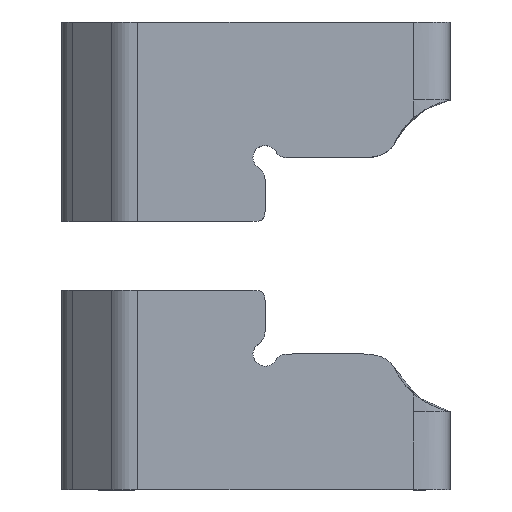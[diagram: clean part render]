
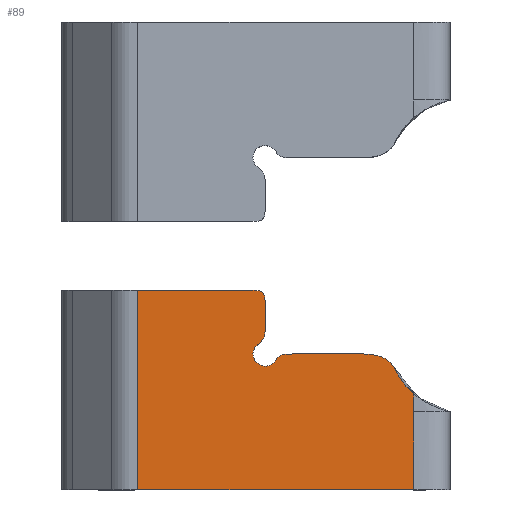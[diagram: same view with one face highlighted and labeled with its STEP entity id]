
A CAD part, top view. The second image highlights one B-rep face of the part: STEP entity #89.
In plain terms, the highlighted planar face has unit normal (0, 0, 1).
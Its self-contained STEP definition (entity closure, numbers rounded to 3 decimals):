
#89=ADVANCED_FACE('',(#165),#1287,.T.);
#165=FACE_OUTER_BOUND('',#247,.T.);
#247=EDGE_LOOP('',(#616,#617,#618,#619,#620,#621,#622,#623,#624,#625,#626,
#627,#628));
#616=ORIENTED_EDGE('',*,*,#890,.T.);
#617=ORIENTED_EDGE('',*,*,#810,.F.);
#618=ORIENTED_EDGE('',*,*,#808,.T.);
#619=ORIENTED_EDGE('',*,*,#844,.T.);
#620=ORIENTED_EDGE('',*,*,#842,.T.);
#621=ORIENTED_EDGE('',*,*,#855,.T.);
#622=ORIENTED_EDGE('',*,*,#849,.T.);
#623=ORIENTED_EDGE('',*,*,#853,.T.);
#624=ORIENTED_EDGE('',*,*,#888,.T.);
#625=ORIENTED_EDGE('',*,*,#878,.T.);
#626=ORIENTED_EDGE('',*,*,#885,.T.);
#627=ORIENTED_EDGE('',*,*,#891,.F.);
#628=ORIENTED_EDGE('',*,*,#895,.T.);
#808=EDGE_CURVE('',#1191,#1189,#1033,.T.);
#810=EDGE_CURVE('',#1191,#1229,#1035,.T.);
#842=EDGE_CURVE('',#1211,#1212,#1067,.T.);
#844=EDGE_CURVE('',#1189,#1211,#1069,.T.);
#849=EDGE_CURVE('',#1214,#1218,#1074,.T.);
#853=EDGE_CURVE('',#1218,#1236,#1077,.T.);
#855=EDGE_CURVE('',#1212,#1214,#1079,.T.);
#878=EDGE_CURVE('',#1241,#1240,#937,.T.);
#885=EDGE_CURVE('',#1240,#1237,#1097,.T.);
#888=EDGE_CURVE('',#1236,#1241,#1100,.T.);
#890=EDGE_CURVE('',#1245,#1229,#1102,.T.);
#891=EDGE_CURVE('',#1246,#1237,#1103,.T.);
#895=EDGE_CURVE('',#1246,#1245,#1107,.T.);
#937=(
BOUNDED_CURVE()
B_SPLINE_CURVE(2,(#2849,#2850,#2851,#2852,#2853,#2854,#2855,#2856,#2857),
 .UNSPECIFIED.,.F.,.F.)
B_SPLINE_CURVE_WITH_KNOTS((3,2,2,2,3),(-5.557,-5.105,
-3.927,-2.749,-2.297),.UNSPECIFIED.)
CURVE()
GEOMETRIC_REPRESENTATION_ITEM()
RATIONAL_B_SPLINE_CURVE((1.,0.975,1.,0.831,1.,0.831,
1.,0.975,1.))
REPRESENTATION_ITEM('')
);
#1033=B_SPLINE_CURVE_WITH_KNOTS('',1,(#2561,#2562),.UNSPECIFIED.,.F.,.F.,
(2,2),(6.243,29.),.UNSPECIFIED.);
#1035=B_SPLINE_CURVE_WITH_KNOTS('',1,(#2565,#2566),.UNSPECIFIED.,.F.,.F.,
(2,2),(0.,16.43),.UNSPECIFIED.);
#1067=B_SPLINE_CURVE_WITH_KNOTS('',1,(#2688,#2689),.UNSPECIFIED.,.F.,.F.,
(2,2),(1.,2.464),.UNSPECIFIED.);
#1069=B_SPLINE_CURVE_WITH_KNOTS('',1,(#2693,#2694,#2695),.UNSPECIFIED.,
 .F.,.F.,(2,1,2),(0.,5.43,6.43),.UNSPECIFIED.);
#1074=B_SPLINE_CURVE_WITH_KNOTS('',2,(#2715,#2716,#2717),.UNSPECIFIED.,
 .F.,.F.,(3,3),(-3.219,0.),.UNSPECIFIED.);
#1077=B_SPLINE_CURVE_WITH_KNOTS('',1,(#2728,#2729),.UNSPECIFIED.,.F.,.F.,
(2,2),(2.106,8.011),.UNSPECIFIED.);
#1079=B_SPLINE_CURVE_WITH_KNOTS('',2,(#2735,#2736,#2737,#2738,#2739),
 .UNSPECIFIED.,.F.,.F.,(3,2,3),(12.918,15.24,15.645),
 .UNSPECIFIED.);
#1097=B_SPLINE_CURVE_WITH_KNOTS('',5,(#2870,#2871,#2872,#2873,#2874,#2875),
 .UNSPECIFIED.,.F.,.F.,(6,6),(-1.883,0.),.UNSPECIFIED.);
#1100=B_SPLINE_CURVE_WITH_KNOTS('',5,(#2888,#2889,#2890,#2891,#2892,#2893),
 .UNSPECIFIED.,.F.,.F.,(6,6),(0.,1.883),.UNSPECIFIED.);
#1102=B_SPLINE_CURVE_WITH_KNOTS('',1,(#2896,#2897),.UNSPECIFIED.,.F.,.F.,
(2,2),(-13.105,-8.07),.UNSPECIFIED.);
#1103=B_SPLINE_CURVE_WITH_KNOTS('',1,(#2898,#2899),.UNSPECIFIED.,.F.,.F.,
(2,2),(-4.246,-2.236),.UNSPECIFIED.);
#1107=B_SPLINE_CURVE_WITH_KNOTS('',5,(#2910,#2911,#2912,#2913,#2914,#2915),
 .UNSPECIFIED.,.F.,.F.,(6,6),(0.,1.883),.UNSPECIFIED.);
#1189=VERTEX_POINT('',#2433);
#1191=VERTEX_POINT('',#2435);
#1211=VERTEX_POINT('',#2455);
#1212=VERTEX_POINT('',#2456);
#1214=VERTEX_POINT('',#2458);
#1218=VERTEX_POINT('',#2462);
#1229=VERTEX_POINT('',#2473);
#1236=VERTEX_POINT('',#2480);
#1237=VERTEX_POINT('',#2481);
#1240=VERTEX_POINT('',#2484);
#1241=VERTEX_POINT('',#2485);
#1245=VERTEX_POINT('',#2489);
#1246=VERTEX_POINT('',#2490);
#1287=PLANE('',#1448);
#1448=AXIS2_PLACEMENT_3D('',#2362,#1493,$);
#1493=DIRECTION('',(0.,0.,1.));
#2362=CARTESIAN_POINT('',(-122.033,-22.133,8.925));
#2433=CARTESIAN_POINT('',(-97.,-22.133,8.925));
#2435=CARTESIAN_POINT('',(-119.757,-22.133,8.925));
#2455=CARTESIAN_POINT('',(-97.,-15.703,8.925));
#2456=CARTESIAN_POINT('',(-97.,-14.239,8.925));
#2458=CARTESIAN_POINT('',(-98.604,-12.077,8.925));
#2462=CARTESIAN_POINT('',(-101.106,-10.949,8.925));
#2473=CARTESIAN_POINT('',(-119.757,-5.703,8.925));
#2480=CARTESIAN_POINT('',(-107.011,-10.949,8.925));
#2481=CARTESIAN_POINT('',(-109.248,-8.713,8.925));
#2484=CARTESIAN_POINT('',(-109.914,-10.204,8.925));
#2485=CARTESIAN_POINT('',(-108.502,-11.616,8.925));
#2489=CARTESIAN_POINT('',(-110.248,-5.703,8.925));
#2490=CARTESIAN_POINT('',(-109.248,-6.703,8.925));
#2561=CARTESIAN_POINT('',(-119.757,-22.133,8.925));
#2562=CARTESIAN_POINT('',(-97.,-22.133,8.925));
#2565=CARTESIAN_POINT('',(-119.757,-22.133,8.925));
#2566=CARTESIAN_POINT('',(-119.757,-5.703,8.925));
#2688=CARTESIAN_POINT('',(-97.,-15.703,8.925));
#2689=CARTESIAN_POINT('',(-97.,-14.239,8.925));
#2693=CARTESIAN_POINT('',(-97.,-22.133,8.925));
#2694=CARTESIAN_POINT('',(-97.,-16.703,8.925));
#2695=CARTESIAN_POINT('',(-97.,-15.703,8.925));
#2715=CARTESIAN_POINT('',(-98.604,-12.077,8.925));
#2716=CARTESIAN_POINT('',(-99.281,-10.949,8.925));
#2717=CARTESIAN_POINT('',(-101.106,-10.949,8.925));
#2728=CARTESIAN_POINT('',(-101.106,-10.949,8.925));
#2729=CARTESIAN_POINT('',(-107.011,-10.949,8.925));
#2735=CARTESIAN_POINT('',(-97.,-14.239,8.925));
#2736=CARTESIAN_POINT('',(-97.876,-13.496,8.925));
#2737=CARTESIAN_POINT('',(-98.424,-12.451,8.925));
#2738=CARTESIAN_POINT('',(-98.519,-12.269,8.925));
#2739=CARTESIAN_POINT('',(-98.604,-12.077,8.925));
#2849=CARTESIAN_POINT('',(-108.502,-11.616,8.925));
#2850=CARTESIAN_POINT('',(-108.654,-11.786,8.925));
#2851=CARTESIAN_POINT('',(-108.865,-11.873,8.925));
#2852=CARTESIAN_POINT('',(-109.482,-12.129,8.925));
#2853=CARTESIAN_POINT('',(-109.955,-11.656,8.925));
#2854=CARTESIAN_POINT('',(-110.427,-11.184,8.925));
#2855=CARTESIAN_POINT('',(-110.171,-10.566,8.925));
#2856=CARTESIAN_POINT('',(-110.084,-10.356,8.925));
#2857=CARTESIAN_POINT('',(-109.914,-10.204,8.925));
#2870=CARTESIAN_POINT('',(-109.914,-10.204,8.925));
#2871=CARTESIAN_POINT('',(-109.648,-9.965,8.925));
#2872=CARTESIAN_POINT('',(-109.274,-9.846,8.925));
#2873=CARTESIAN_POINT('',(-109.248,-9.429,8.925));
#2874=CARTESIAN_POINT('',(-109.248,-9.071,8.925));
#2875=CARTESIAN_POINT('',(-109.248,-8.713,8.925));
#2888=CARTESIAN_POINT('',(-107.011,-10.949,8.925));
#2889=CARTESIAN_POINT('',(-107.369,-10.949,8.925));
#2890=CARTESIAN_POINT('',(-107.727,-10.949,8.925));
#2891=CARTESIAN_POINT('',(-108.144,-10.976,8.925));
#2892=CARTESIAN_POINT('',(-108.264,-11.349,8.925));
#2893=CARTESIAN_POINT('',(-108.502,-11.616,8.925));
#2896=CARTESIAN_POINT('',(-110.248,-5.703,8.925));
#2897=CARTESIAN_POINT('',(-119.757,-5.703,8.925));
#2898=CARTESIAN_POINT('',(-109.248,-6.703,8.925));
#2899=CARTESIAN_POINT('',(-109.248,-8.713,8.925));
#2910=CARTESIAN_POINT('',(-109.248,-6.703,8.925));
#2911=CARTESIAN_POINT('',(-109.248,-6.303,8.925));
#2912=CARTESIAN_POINT('',(-109.248,-5.903,8.925));
#2913=CARTESIAN_POINT('',(-109.448,-5.703,8.925));
#2914=CARTESIAN_POINT('',(-109.848,-5.703,8.925));
#2915=CARTESIAN_POINT('',(-110.248,-5.703,8.925));
